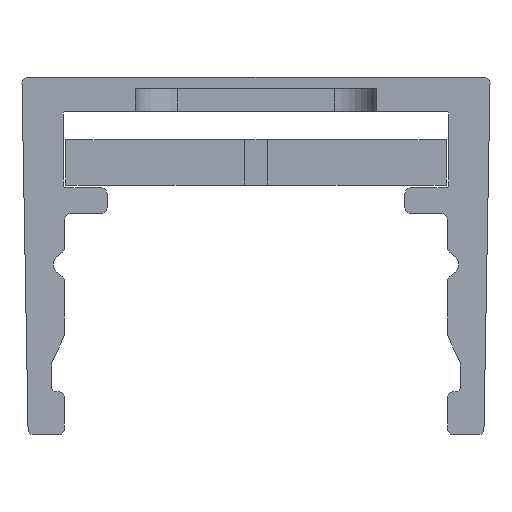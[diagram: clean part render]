
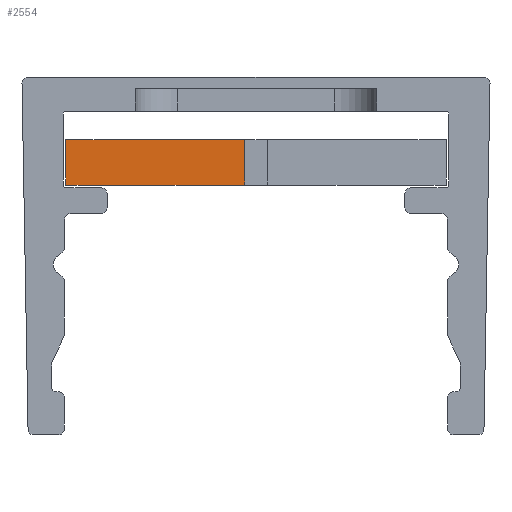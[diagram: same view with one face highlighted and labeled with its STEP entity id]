
A CAD part, front view. The second image highlights one B-rep face of the part: STEP entity #2554.
In plain terms, the highlighted planar face has unit normal (0, -1, 0).
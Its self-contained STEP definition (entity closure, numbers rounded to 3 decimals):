
#68=PLANE('',#2781);
#186=FACE_OUTER_BOUND('',#312,.T.);
#312=EDGE_LOOP('',(#2087,#2088,#2089,#2090,#2091,#2092));
#512=LINE('',#4007,#780);
#537=LINE('',#4074,#805);
#538=LINE('',#4076,#806);
#539=LINE('',#4078,#807);
#540=LINE('',#4080,#808);
#541=LINE('',#4081,#809);
#780=VECTOR('',#3303,10.);
#805=VECTOR('',#3362,10.);
#806=VECTOR('',#3363,10.);
#807=VECTOR('',#3364,10.);
#808=VECTOR('',#3365,10.);
#809=VECTOR('',#3366,10.);
#1137=VERTEX_POINT('',#4003);
#1138=VERTEX_POINT('',#4005);
#1163=VERTEX_POINT('',#4073);
#1164=VERTEX_POINT('',#4075);
#1165=VERTEX_POINT('',#4077);
#1166=VERTEX_POINT('',#4079);
#1456=EDGE_CURVE('',#1137,#1138,#512,.T.);
#1489=EDGE_CURVE('',#1138,#1163,#537,.T.);
#1490=EDGE_CURVE('',#1163,#1164,#538,.T.);
#1491=EDGE_CURVE('',#1164,#1165,#539,.T.);
#1492=EDGE_CURVE('',#1165,#1166,#540,.T.);
#1493=EDGE_CURVE('',#1166,#1137,#541,.T.);
#2087=ORIENTED_EDGE('',*,*,#1456,.T.);
#2088=ORIENTED_EDGE('',*,*,#1489,.T.);
#2089=ORIENTED_EDGE('',*,*,#1490,.T.);
#2090=ORIENTED_EDGE('',*,*,#1491,.T.);
#2091=ORIENTED_EDGE('',*,*,#1492,.T.);
#2092=ORIENTED_EDGE('',*,*,#1493,.T.);
#2554=ADVANCED_FACE('',(#186),#68,.T.);
#2781=AXIS2_PLACEMENT_3D('',#4072,#3360,#3361);
#3303=DIRECTION('',(0.,0.,1.));
#3360=DIRECTION('center_axis',(0.,-1.,0.));
#3361=DIRECTION('ref_axis',(-1.,0.,0.));
#3362=DIRECTION('',(-1.,0.,0.));
#3363=DIRECTION('',(0.,0.,-1.));
#3364=DIRECTION('',(1.,0.,0.));
#3365=DIRECTION('',(0.,0.,1.));
#3366=DIRECTION('',(1.,0.,0.));
#4003=CARTESIAN_POINT('',(-0.4,-298.4,-3.799));
#4005=CARTESIAN_POINT('',(-0.4,-298.4,-2.2));
#4007=CARTESIAN_POINT('',(-0.4,-298.4,-3.));
#4072=CARTESIAN_POINT('Origin',(-6.7,-298.4,-2.2));
#4073=CARTESIAN_POINT('',(-6.7,-298.4,-2.2));
#4074=CARTESIAN_POINT('',(6.7,-298.4,-2.2));
#4075=CARTESIAN_POINT('',(-6.7,-298.4,-3.8));
#4076=CARTESIAN_POINT('',(-6.7,-298.4,-2.2));
#4077=CARTESIAN_POINT('',(-4.1,-298.4,-3.8));
#4078=CARTESIAN_POINT('',(6.7,-298.4,-3.8));
#4079=CARTESIAN_POINT('',(-4.1,-298.4,-3.799));
#4080=CARTESIAN_POINT('',(-4.1,-298.4,-3.));
#4081=CARTESIAN_POINT('',(-4.45,-298.4,-3.799));
